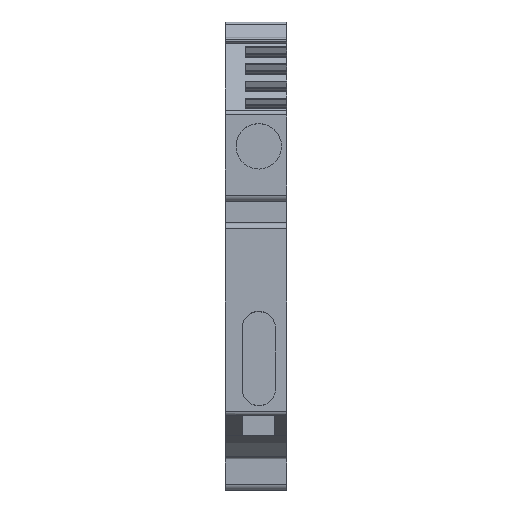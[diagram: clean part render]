
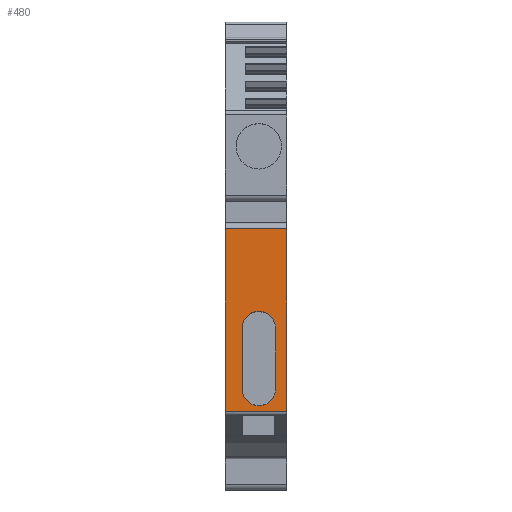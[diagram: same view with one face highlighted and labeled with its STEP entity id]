
A CAD part, top view. The second image highlights one B-rep face of the part: STEP entity #480.
In plain terms, the highlighted planar face has unit normal (0, 0, 1).
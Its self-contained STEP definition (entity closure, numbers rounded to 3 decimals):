
#419=AXIS2_PLACEMENT_3D('Plane Axis2P3D',#416,#417,#418) ;
#448=AXIS2_PLACEMENT_3D('Circle Axis2P3D',#446,#447,$) ;
#464=AXIS2_PLACEMENT_3D('Circle Axis2P3D',#462,#463,$) ;
#394=CARTESIAN_POINT('Vertex',(7.9,33.45,46.25)) ;
#401=CARTESIAN_POINT('Vertex',(0.,33.45,46.25)) ;
#404=CARTESIAN_POINT('Line Origine',(7.7,33.45,46.25)) ;
#416=CARTESIAN_POINT('Axis2P3D Location',(0.,10.,46.25)) ;
#421=CARTESIAN_POINT('Line Origine',(0.,21.725,46.25)) ;
#425=CARTESIAN_POINT('Vertex',(0.,10.,46.25)) ;
#428=CARTESIAN_POINT('Line Origine',(3.95,10.,46.25)) ;
#432=CARTESIAN_POINT('Vertex',(7.9,10.,46.25)) ;
#435=CARTESIAN_POINT('Line Origine',(7.9,21.725,46.25)) ;
#446=CARTESIAN_POINT('Axis2P3D Location',(4.3,20.73,46.25)) ;
#450=CARTESIAN_POINT('Vertex',(6.43,20.73,46.25)) ;
#452=CARTESIAN_POINT('Vertex',(2.17,20.73,46.25)) ;
#455=CARTESIAN_POINT('Line Origine',(6.43,16.795,46.25)) ;
#459=CARTESIAN_POINT('Vertex',(6.43,12.86,46.25)) ;
#462=CARTESIAN_POINT('Axis2P3D Location',(4.3,12.86,46.25)) ;
#466=CARTESIAN_POINT('Vertex',(2.17,12.86,46.25)) ;
#469=CARTESIAN_POINT('Line Origine',(2.17,16.795,46.25)) ;
#405=DIRECTION('Vector Direction',(1.,0.,0.)) ;
#417=DIRECTION('Axis2P3D Direction',(0.,0.,-1.)) ;
#418=DIRECTION('Axis2P3D XDirection',(0.,1.,0.)) ;
#422=DIRECTION('Vector Direction',(0.,1.,0.)) ;
#429=DIRECTION('Vector Direction',(1.,0.,0.)) ;
#436=DIRECTION('Vector Direction',(0.,1.,0.)) ;
#447=DIRECTION('Axis2P3D Direction',(0.,0.,-1.)) ;
#456=DIRECTION('Vector Direction',(0.,-1.,0.)) ;
#463=DIRECTION('Axis2P3D Direction',(0.,0.,-1.)) ;
#470=DIRECTION('Vector Direction',(0.,1.,0.)) ;
#406=VECTOR('Line Direction',#405,1.) ;
#423=VECTOR('Line Direction',#422,1.) ;
#430=VECTOR('Line Direction',#429,1.) ;
#437=VECTOR('Line Direction',#436,1.) ;
#457=VECTOR('Line Direction',#456,1.) ;
#471=VECTOR('Line Direction',#470,1.) ;
#441=ORIENTED_EDGE('',*,*,#408,.F.) ;
#442=ORIENTED_EDGE('',*,*,#427,.T.) ;
#443=ORIENTED_EDGE('',*,*,#434,.T.) ;
#444=ORIENTED_EDGE('',*,*,#439,.F.) ;
#475=ORIENTED_EDGE('',*,*,#454,.F.) ;
#476=ORIENTED_EDGE('',*,*,#461,.F.) ;
#477=ORIENTED_EDGE('',*,*,#468,.F.) ;
#478=ORIENTED_EDGE('',*,*,#473,.F.) ;
#479=FACE_BOUND('',#474,.T.) ;
#480=ADVANCED_FACE('KLTR',(#445,#479),#420,.F.) ;
#449=CIRCLE('generated circle',#448,2.13) ;
#465=CIRCLE('generated circle',#464,2.13) ;
#408=EDGE_CURVE('',#402,#395,#407,.T.) ;
#427=EDGE_CURVE('',#402,#426,#424,.F.) ;
#434=EDGE_CURVE('',#426,#433,#431,.T.) ;
#439=EDGE_CURVE('',#395,#433,#438,.F.) ;
#454=EDGE_CURVE('',#451,#453,#449,.F.) ;
#461=EDGE_CURVE('',#460,#451,#458,.F.) ;
#468=EDGE_CURVE('',#467,#460,#465,.F.) ;
#473=EDGE_CURVE('',#453,#467,#472,.F.) ;
#440=EDGE_LOOP('',(#441,#442,#443,#444)) ;
#474=EDGE_LOOP('',(#475,#476,#477,#478)) ;
#445=FACE_OUTER_BOUND('',#440,.T.) ;
#407=LINE('Line',#404,#406) ;
#424=LINE('Line',#421,#423) ;
#431=LINE('Line',#428,#430) ;
#438=LINE('Line',#435,#437) ;
#458=LINE('Line',#455,#457) ;
#472=LINE('Line',#469,#471) ;
#420=PLANE('',#419) ;
#395=VERTEX_POINT('',#394) ;
#402=VERTEX_POINT('',#401) ;
#426=VERTEX_POINT('',#425) ;
#433=VERTEX_POINT('',#432) ;
#451=VERTEX_POINT('',#450) ;
#453=VERTEX_POINT('',#452) ;
#460=VERTEX_POINT('',#459) ;
#467=VERTEX_POINT('',#466) ;
